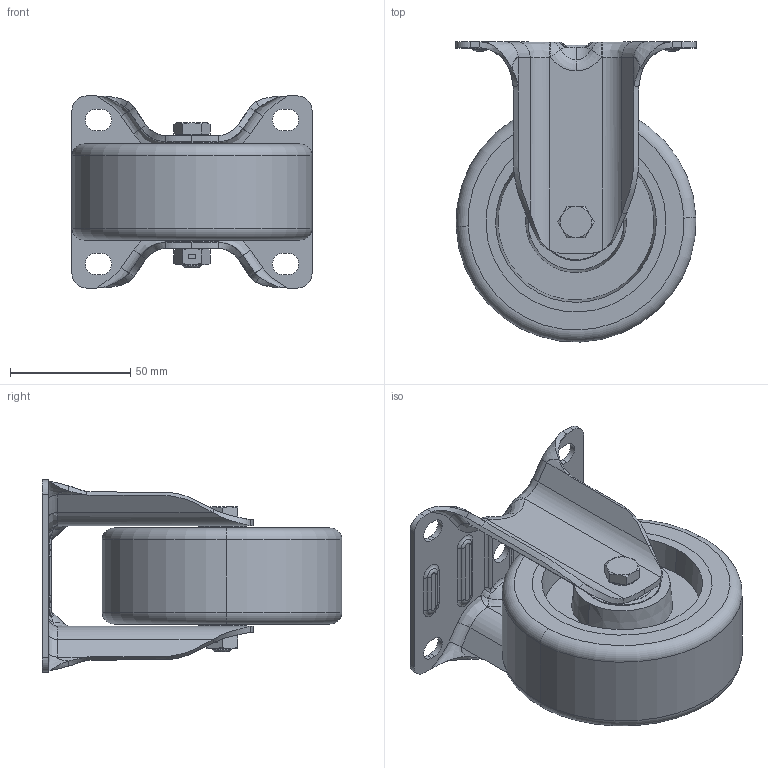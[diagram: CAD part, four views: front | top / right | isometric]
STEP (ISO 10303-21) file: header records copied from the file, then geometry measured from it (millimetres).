
FILE_DESCRIPTION (( 'STEP AP214' ), '1' );
FILE_NAME ('0055806.step', '2023-07-27T07:57:45', ( '' ), ( '' ), 'SwSTEP 2.0', 'SolidWorks 2020', '' );
FILE_SCHEMA (( 'AUTOMOTIVE_DESIGN' ));
Length unit declared in the file: millimetre
Products named in the file (1): 0055806
Bounding box: 100 x 124.97 x 80 mm (x, y, z)
Volume: 304007.1 mm3; surface area: 111018.5 mm2
Topology: 18 solids, 18 shells, 522 faces, 1168 edges, 690 vertices
Faces by surface type: cylinder 162, plane 120, bspline 112, cone 78, torus 50
Entity records: 29041 total; most frequent: CARTESIAN_POINT 12279, ORIENTED_EDGE 2320, DIRECTION 2096, EDGE_CURVE 1160, AXIS2_PLACEMENT_3D 863, VERTEX_POINT 690, EDGE_LOOP 584, UNCERTAINTY_MEASURE_WITH_UNIT 542
